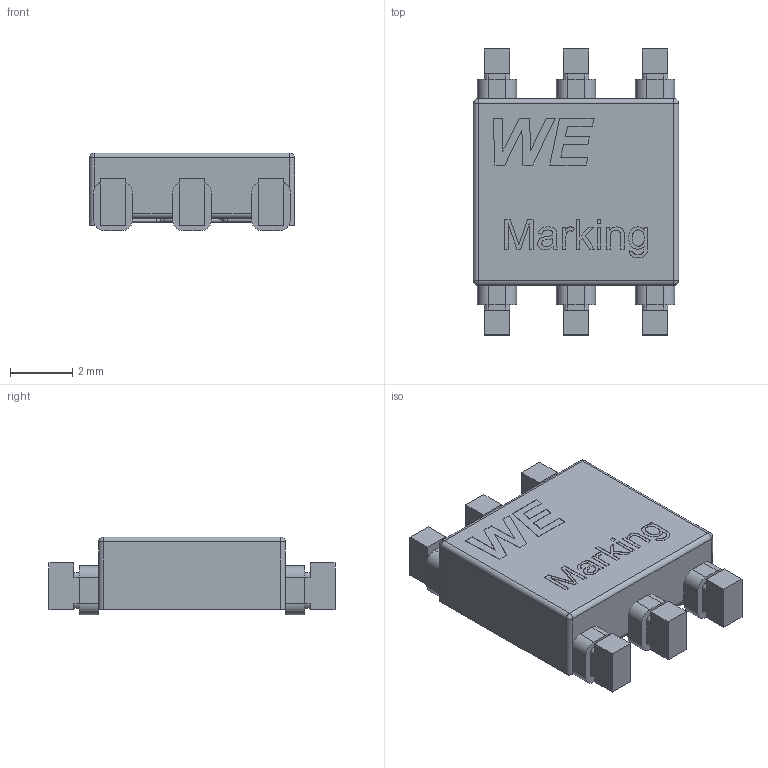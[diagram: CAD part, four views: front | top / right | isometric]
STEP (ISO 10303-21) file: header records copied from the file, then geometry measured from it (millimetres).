
FILE_DESCRIPTION(/* description */ ('Unknown'),/* implementation_level */ '2;1');
FILE_NAME(/* name */ 'L_Wurth_WE-SL3-744253x',/* time_stamp */ '2025-06-05T18:04:11+08:00',/* author */ ('Unknown'),/* organization */ ('Unknown'),/* preprocessor_version */ 'ST-DEVELOPER v19.4',/* originating_system */ 'Solid Edge',/* authorisation */ 'Unknown');
FILE_SCHEMA (('AUTOMOTIVE_DESIGN {1 0 10303 214 3 1 1}'));
Length unit declared in the file: millimetre
Products named in the file (2): L_Wurth_WE-SL3-744253x
Assembly tree (1 placements, depth 2):
  L_Wurth_WE-SL3-744253x
    L_Wurth_WE-SL3-744253x
Bounding box: 6.6 x 9.2 x 2.5 mm (x, y, z)
Volume: 78.7 mm3; surface area: 320.8 mm2
Topology: 2 solids, 2 shells, 558 faces, 1322 edges, 782 vertices
Faces by surface type: plane 206, cylinder 192, torus 87, bspline 69, sphere 4
Full cylindrical faces by diameter (mm): 0.12 x127, 1.9 x1, 4 x1, 5 x1
Entity records: 25507 total; most frequent: CARTESIAN_POINT 10285, DIRECTION 2245, ORIENTED_EDGE 2088, EDGE_CURVE 1044, AXIS2_PLACEMENT_3D 904, EDGE_LOOP 858, FACE_BOUND 858, VERTEX_POINT 778
